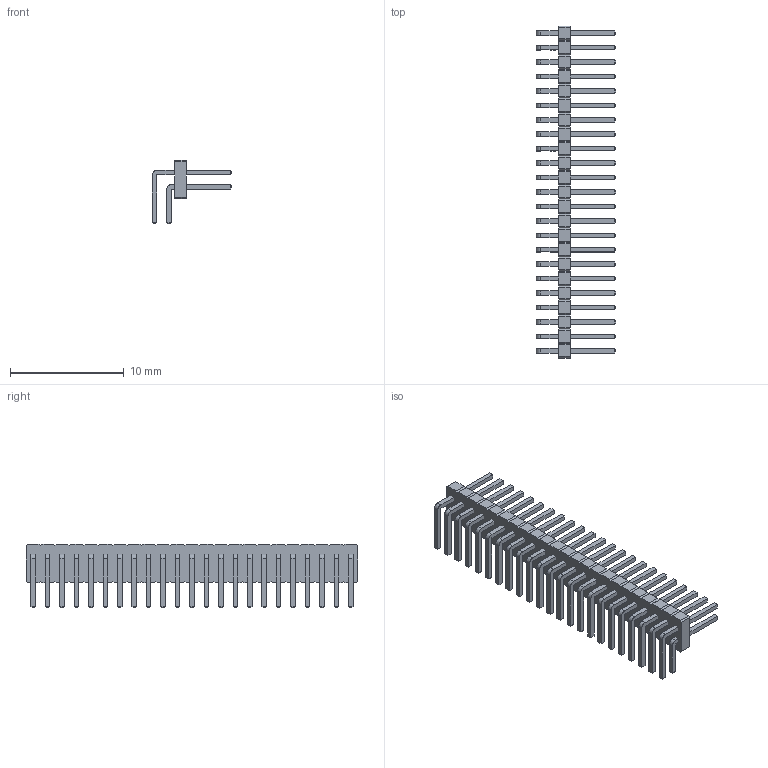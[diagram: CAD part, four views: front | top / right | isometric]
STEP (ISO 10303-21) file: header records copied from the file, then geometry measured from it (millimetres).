
FILE_DESCRIPTION(/* description */ ('model of PinHeader_2x23_P1.27mm_Horizontal'),/* implementation_level */ '2;1');
FILE_NAME(/* name */ 'PinHeader_2x23_P1.27mm_Horizontal.step',/* time_stamp */ '2018-01-24T12:38:01',/* author */ ('kicad StepUp','ksu'),/* organization */ ('FreeCAD'),/* preprocessor_version */ 'OCC',/* originating_system */ 'kicad StepUp',/* authorisation */ '');
FILE_SCHEMA(('AUTOMOTIVE_DESIGN { 1 0 10303 214 1 1 1 1 }'));
Length unit declared in the file: millimetre
Products named in the file (2): PinHeader_2x23_P127mm_Horizontal; Shape0_789752730803
Bounding box: 6.97 x 29.21 x 5.58 mm (x, y, z)
Volume: 171.1 mm3; surface area: 1002.4 mm2
Topology: 47 solids, 47 shells, 924 faces, 2122 edges, 1292 vertices
Faces by surface type: plane 878, cylinder 46
Entity records: 16311 total; most frequent: ORIENTED_EDGE 3138, CARTESIAN_POINT 2680, EDGE_CURVE 2122, LINE 2030, VERTEX_POINT 1292, AXIS2_PLACEMENT_3D 1017, ADVANCED_FACE 924, FACE_BOUND 924
